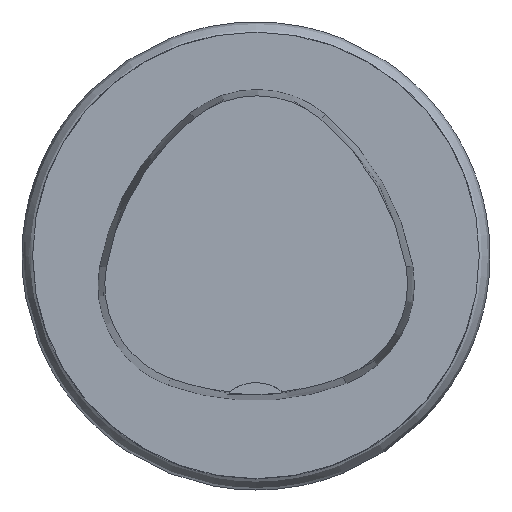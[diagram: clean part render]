
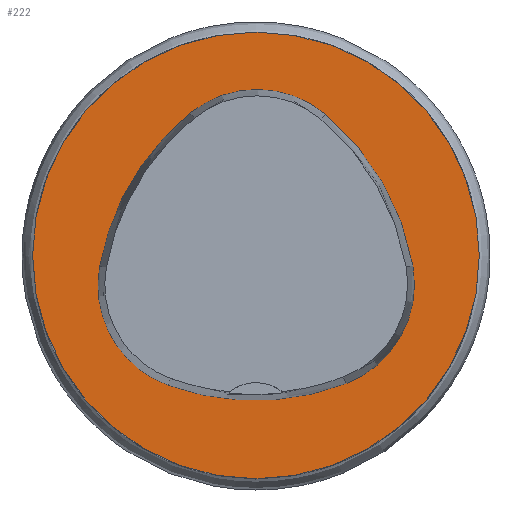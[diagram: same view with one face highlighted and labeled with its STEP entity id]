
A CAD part, top view. The second image highlights one B-rep face of the part: STEP entity #222.
In plain terms, the highlighted planar face has unit normal (0, 0, 1).
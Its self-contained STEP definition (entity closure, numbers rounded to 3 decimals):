
#199=FACE_BOUND('',#313,.T.);
#200=FACE_BOUND('',#314,.T.);
#222=ADVANCED_FACE('',(#199,#200),#241,.T.);
#241=PLANE('',#793);
#313=EDGE_LOOP('',(#406,#407,#408,#409,#410,#411));
#314=EDGE_LOOP('',(#412));
#406=ORIENTED_EDGE('',*,*,#546,.T.);
#407=ORIENTED_EDGE('',*,*,#526,.T.);
#408=ORIENTED_EDGE('',*,*,#530,.T.);
#409=ORIENTED_EDGE('',*,*,#533,.T.);
#410=ORIENTED_EDGE('',*,*,#536,.T.);
#411=ORIENTED_EDGE('',*,*,#544,.T.);
#412=ORIENTED_EDGE('',*,*,#517,.F.);
#471=VERTEX_POINT('',#1096);
#480=VERTEX_POINT('',#1115);
#481=VERTEX_POINT('',#1116);
#484=VERTEX_POINT('',#1124);
#486=VERTEX_POINT('',#1130);
#488=VERTEX_POINT('',#1136);
#495=VERTEX_POINT('',#1157);
#517=EDGE_CURVE('',#471,#471,#570,.T.);
#526=EDGE_CURVE('',#480,#481,#571,.T.);
#530=EDGE_CURVE('',#481,#484,#573,.T.);
#533=EDGE_CURVE('',#484,#486,#575,.T.);
#536=EDGE_CURVE('',#486,#488,#577,.T.);
#544=EDGE_CURVE('',#488,#495,#581,.T.);
#546=EDGE_CURVE('',#495,#480,#583,.T.);
#570=CIRCLE('',#765,31.5);
#571=CIRCLE('',#771,36.);
#573=CIRCLE('',#774,15.);
#575=CIRCLE('',#777,36.);
#577=CIRCLE('',#780,15.);
#581=CIRCLE('',#785,36.);
#583=CIRCLE('',#788,15.);
#765=AXIS2_PLACEMENT_3D('',#1095,#901,#902);
#771=AXIS2_PLACEMENT_3D('',#1114,#917,#918);
#774=AXIS2_PLACEMENT_3D('',#1123,#925,#926);
#777=AXIS2_PLACEMENT_3D('',#1129,#932,#933);
#780=AXIS2_PLACEMENT_3D('',#1135,#939,#940);
#785=AXIS2_PLACEMENT_3D('',#1158,#951,#952);
#788=AXIS2_PLACEMENT_3D('',#1161,#957,#958);
#793=AXIS2_PLACEMENT_3D('',#1166,#967,#968);
#901=DIRECTION('',(0.,0.,-1.));
#902=DIRECTION('',(-1.,0.,0.));
#917=DIRECTION('',(0.,0.,-1.));
#918=DIRECTION('',(-1.,0.,0.));
#925=DIRECTION('',(0.,0.,-1.));
#926=DIRECTION('',(-1.,0.,0.));
#932=DIRECTION('',(0.,0.,-1.));
#933=DIRECTION('',(-1.,0.,0.));
#939=DIRECTION('',(0.,0.,-1.));
#940=DIRECTION('',(-1.,0.,0.));
#951=DIRECTION('',(0.,0.,-1.));
#952=DIRECTION('',(-1.,0.,0.));
#957=DIRECTION('',(0.,0.,-1.));
#958=DIRECTION('',(-1.,0.,0.));
#967=DIRECTION('',(0.,0.,1.));
#968=DIRECTION('',(1.,0.,0.));
#1095=CARTESIAN_POINT('',(0.,0.,0.));
#1096=CARTESIAN_POINT('',(-31.5,0.,0.));
#1114=CARTESIAN_POINT('',(13.398,-7.893,0.));
#1115=CARTESIAN_POINT('',(-22.041,-1.562,0.));
#1116=CARTESIAN_POINT('',(-9.317,20.036,0.));
#1123=CARTESIAN_POINT('',(0.148,8.399,0.));
#1124=CARTESIAN_POINT('',(9.779,19.898,0.));
#1129=CARTESIAN_POINT('',(-13.337,-7.7,0.));
#1130=CARTESIAN_POINT('',(22.122,-1.48,0.));
#1135=CARTESIAN_POINT('',(7.347,-4.071,0.));
#1136=CARTESIAN_POINT('',(12.693,-18.087,0.));
#1157=CARTESIAN_POINT('',(-12.373,-18.307,0.));
#1158=CARTESIAN_POINT('',(-0.137,15.55,0.));
#1161=CARTESIAN_POINT('',(-7.275,-4.2,0.));
#1166=CARTESIAN_POINT('',(0.,0.,0.));
